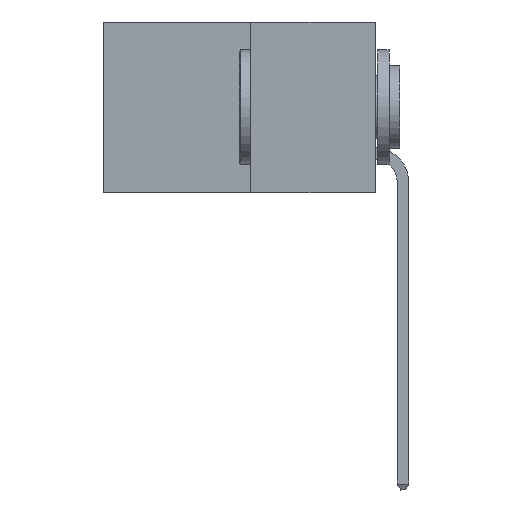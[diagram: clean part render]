
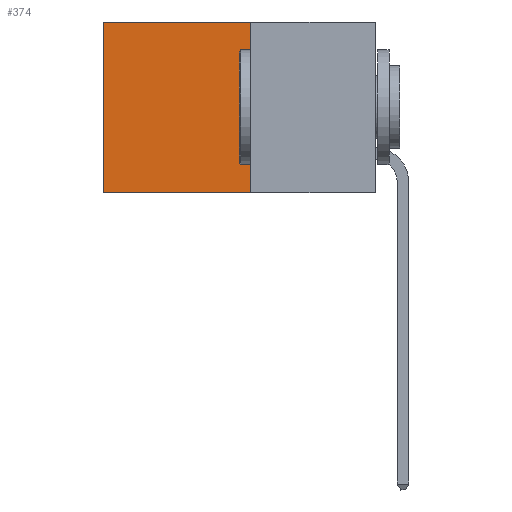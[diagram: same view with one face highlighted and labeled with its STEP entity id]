
A CAD part, left-side view. The second image highlights one B-rep face of the part: STEP entity #374.
In plain terms, the highlighted planar face has unit normal (-1, 0, 0).
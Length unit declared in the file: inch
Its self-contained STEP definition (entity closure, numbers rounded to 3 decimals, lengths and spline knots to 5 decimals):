
#54 = VERTEX_POINT ( 'NONE', #5531 ) ;
#374 = ADVANCED_FACE ( 'NONE', ( #14999 ), #3097, .F. ) ;
#874 = DIRECTION ( 'NONE',  ( 0., 1., 0. ) ) ;
#1080 = LINE ( 'NONE', #12543, #16984 ) ;
#1504 = EDGE_CURVE ( 'NONE', #2618, #18317, #17681, .T. ) ;
#1603 = CARTESIAN_POINT ( 'NONE',  ( 0.277, 0.27, 0. ) ) ;
#2522 = EDGE_CURVE ( 'NONE', #2618, #3374, #17623, .T. ) ;
#2618 = VERTEX_POINT ( 'NONE', #1603 ) ;
#3097 = PLANE ( 'NONE',  #5127 ) ;
#3374 = VERTEX_POINT ( 'NONE', #11475 ) ;
#3394 = CARTESIAN_POINT ( 'NONE',  ( 0.277, 0.27, -0.37 ) ) ;
#3459 = DIRECTION ( 'NONE',  ( 0., 0., -1. ) ) ;
#4223 = VECTOR ( 'NONE', #874, 39.37008 ) ;
#4627 = CARTESIAN_POINT ( 'NONE',  ( 0.277, 0.27, 0. ) ) ;
#5041 = DIRECTION ( 'NONE',  ( 0., 1., 0. ) ) ;
#5127 = AXIS2_PLACEMENT_3D ( 'NONE', #12674, #10513, #6046 ) ;
#5531 = CARTESIAN_POINT ( 'NONE',  ( 0.277, 0.59, -0.37 ) ) ;
#6046 = DIRECTION ( 'NONE',  ( 0., 0., -1. ) ) ;
#6778 = EDGE_CURVE ( 'NONE', #18317, #54, #1080, .T. ) ;
#9336 = VECTOR ( 'NONE', #5041, 39.37008 ) ;
#9790 = ORIENTED_EDGE ( 'NONE', *, *, #2522, .F. ) ;
#10459 = ORIENTED_EDGE ( 'NONE', *, *, #1504, .T. ) ;
#10513 = DIRECTION ( 'NONE',  ( 1., 0., 0. ) ) ;
#10576 = DIRECTION ( 'NONE',  ( 0., 0., -1. ) ) ;
#11475 = CARTESIAN_POINT ( 'NONE',  ( 0.277, 0.27, -0.37 ) ) ;
#11976 = CARTESIAN_POINT ( 'NONE',  ( 0.277, 0.59, 0. ) ) ;
#12543 = CARTESIAN_POINT ( 'NONE',  ( 0.277, 0.59, -0.37 ) ) ;
#12674 = CARTESIAN_POINT ( 'NONE',  ( 0.277, 0.27, -0.37 ) ) ;
#13036 = EDGE_LOOP ( 'NONE', ( #17353, #15488, #9790, #10459 ) ) ;
#13206 = LINE ( 'NONE', #19846, #4223 ) ;
#13707 = EDGE_CURVE ( 'NONE', #3374, #54, #13206, .T. ) ;
#14999 = FACE_OUTER_BOUND ( 'NONE', #13036, .T. ) ;
#15488 = ORIENTED_EDGE ( 'NONE', *, *, #13707, .F. ) ;
#16675 = VECTOR ( 'NONE', #3459, 39.37008 ) ;
#16984 = VECTOR ( 'NONE', #10576, 39.37008 ) ;
#17353 = ORIENTED_EDGE ( 'NONE', *, *, #6778, .T. ) ;
#17623 = LINE ( 'NONE', #3394, #16675 ) ;
#17681 = LINE ( 'NONE', #4627, #9336 ) ;
#18317 = VERTEX_POINT ( 'NONE', #11976 ) ;
#19846 = CARTESIAN_POINT ( 'NONE',  ( 0.277, 0.27, -0.37 ) ) ;
